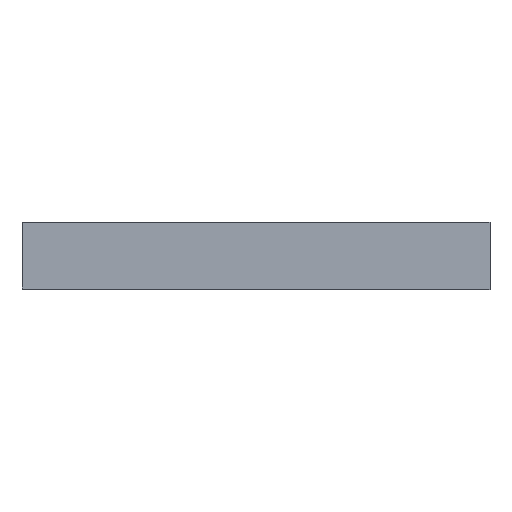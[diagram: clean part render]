
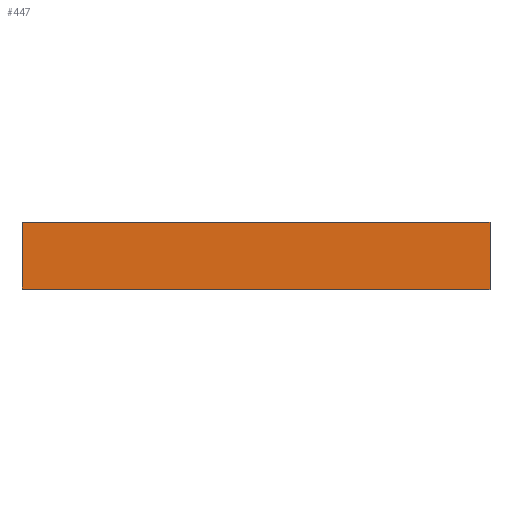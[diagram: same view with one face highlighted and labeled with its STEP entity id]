
A CAD part, top view. The second image highlights one B-rep face of the part: STEP entity #447.
In plain terms, the highlighted planar face has unit normal (0, 0, 1).
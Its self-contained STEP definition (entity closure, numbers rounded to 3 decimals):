
#29 = CARTESIAN_POINT ( 'NONE',  ( -35., 0., 35. ) ) ;
#428 = LINE ( 'NONE', #429, #430 ) ;
#429 = CARTESIAN_POINT ( 'NONE',  ( -35., 10., 35. ) ) ;
#430 = VECTOR ( 'NONE', #431, 1000. ) ;
#431 = DIRECTION ( 'NONE',  ( 1., 0., 0. ) ) ;
#447 = ADVANCED_FACE ( 'NONE', ( #19494 ), #19495, .F. ) ;
#17972 = EDGE_CURVE ( 'NONE', #15281, #3099, #12190, .T. ) ;
#18219 = ORIENTED_EDGE ( 'NONE', *, *, #17972, .T. ) ;
#18429 = ORIENTED_EDGE ( 'NONE', *, *, #18540, .F. ) ;
#18540 = EDGE_CURVE ( 'NONE', #5346, #10590, #13554, .T. ) ;
#2375 = CARTESIAN_POINT ( 'NONE',  ( 35., 10., 35. ) ) ;
#3079 = ORIENTED_EDGE ( 'NONE', *, *, #3448, .F. ) ;
#3099 = VERTEX_POINT ( 'NONE', #29 ) ;
#19494 = FACE_OUTER_BOUND ( 'NONE', #15203, .T. ) ;
#19495 = PLANE ( 'NONE',  #19496 ) ;
#19496 = AXIS2_PLACEMENT_3D ( 'NONE', #19497, #19498, #19499 ) ;
#19497 = CARTESIAN_POINT ( 'NONE',  ( -35., 10., 35. ) ) ;
#19498 = DIRECTION ( 'NONE',  ( 0., 0., -1. ) ) ;
#19499 = DIRECTION ( 'NONE',  ( -1., 0., 0. ) ) ;
#3448 = EDGE_CURVE ( 'NONE', #15281, #5346, #428, .T. ) ;
#20531 = ORIENTED_EDGE ( 'NONE', *, *, #12612, .T. ) ;
#5346 = VERTEX_POINT ( 'NONE', #2375 ) ;
#6245 = CARTESIAN_POINT ( 'NONE',  ( 35., 0., 35. ) ) ;
#7510 = LINE ( 'NONE', #7511, #7512 ) ;
#7511 = CARTESIAN_POINT ( 'NONE',  ( -35., 0., 35. ) ) ;
#7512 = VECTOR ( 'NONE', #7513, 1000. ) ;
#7513 = DIRECTION ( 'NONE',  ( 1., 0., 0. ) ) ;
#9616 = CARTESIAN_POINT ( 'NONE',  ( -35., 10., 35. ) ) ;
#10590 = VERTEX_POINT ( 'NONE', #6245 ) ;
#12190 = LINE ( 'NONE', #12194, #12195 ) ;
#12194 = CARTESIAN_POINT ( 'NONE',  ( -35., 10., 35. ) ) ;
#12195 = VECTOR ( 'NONE', #12196, 1000. ) ;
#12196 = DIRECTION ( 'NONE',  ( 0., -1., 0. ) ) ;
#12612 = EDGE_CURVE ( 'NONE', #3099, #10590, #7510, .T. ) ;
#13554 = LINE ( 'NONE', #13555, #13556 ) ;
#13555 = CARTESIAN_POINT ( 'NONE',  ( 35., 10., 35. ) ) ;
#13556 = VECTOR ( 'NONE', #13557, 1000. ) ;
#13557 = DIRECTION ( 'NONE',  ( 0., -1., 0. ) ) ;
#15203 = EDGE_LOOP ( 'NONE', ( #20531, #18429, #3079, #18219 ) ) ;
#15281 = VERTEX_POINT ( 'NONE', #9616 ) ;
